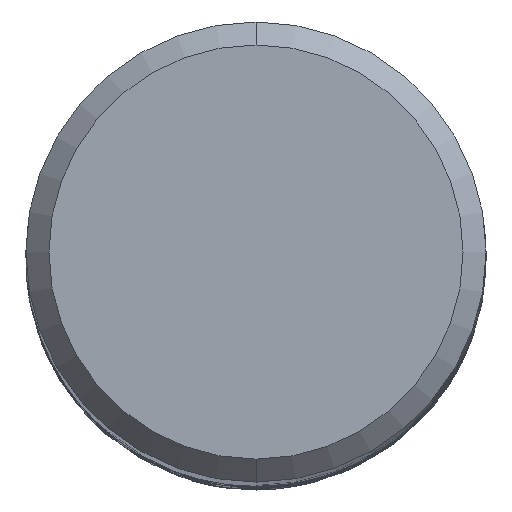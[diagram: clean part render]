
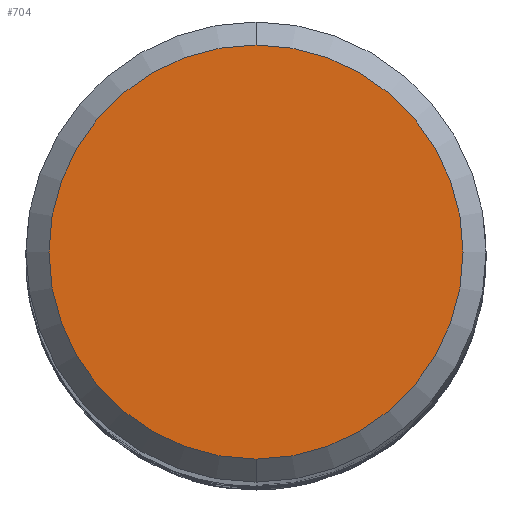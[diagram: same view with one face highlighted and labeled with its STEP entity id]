
A CAD part, top view. The second image highlights one B-rep face of the part: STEP entity #704.
In plain terms, the highlighted planar face has unit normal (0, 0, 1).
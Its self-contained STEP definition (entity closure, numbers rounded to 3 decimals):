
#626=EDGE_CURVE('',#1276,#842,#1831,.T.);
#704=ADVANCED_FACE('',(#1918),#1919,.T.);
#842=VERTEX_POINT('',#2073);
#1158=EDGE_CURVE('',#842,#1276,#2416,.T.);
#1276=VERTEX_POINT('',#2545);
#1831=CIRCLE('',#3134,5.4);
#1918=FACE_OUTER_BOUND('',#5037,.T.);
#1919=PLANE('',#5038);
#2073=CARTESIAN_POINT('',(0.,-5.4,0.0));
#2416=CIRCLE('',#13841,5.4);
#2545=CARTESIAN_POINT('',(0.0,5.4,0.0));
#3134=AXIS2_PLACEMENT_3D('',#21845,#21846,#21847);
#5037=EDGE_LOOP('',(#21999,#22000));
#5038=AXIS2_PLACEMENT_3D('',#22001,#22002,#22003);
#13841=AXIS2_PLACEMENT_3D('',#22524,#22525,#22526);
#21845=CARTESIAN_POINT('',(0.0,0.0,0.0));
#21846=DIRECTION('',(0.0,0.0,-1.0));
#21847=DIRECTION('',(0.0,1.0,0.0));
#21999=ORIENTED_EDGE('',*,*,#626,.F.);
#22000=ORIENTED_EDGE('',*,*,#1158,.F.);
#22001=CARTESIAN_POINT('',(0.0,2.7,0.0));
#22002=DIRECTION('',(-0.0,0.0,1.0));
#22003=DIRECTION('',(0.0,-1.0,0.0));
#22524=CARTESIAN_POINT('',(0.0,0.0,0.0));
#22525=DIRECTION('',(0.0,0.0,-1.0));
#22526=DIRECTION('',(0.0,1.0,0.0));
